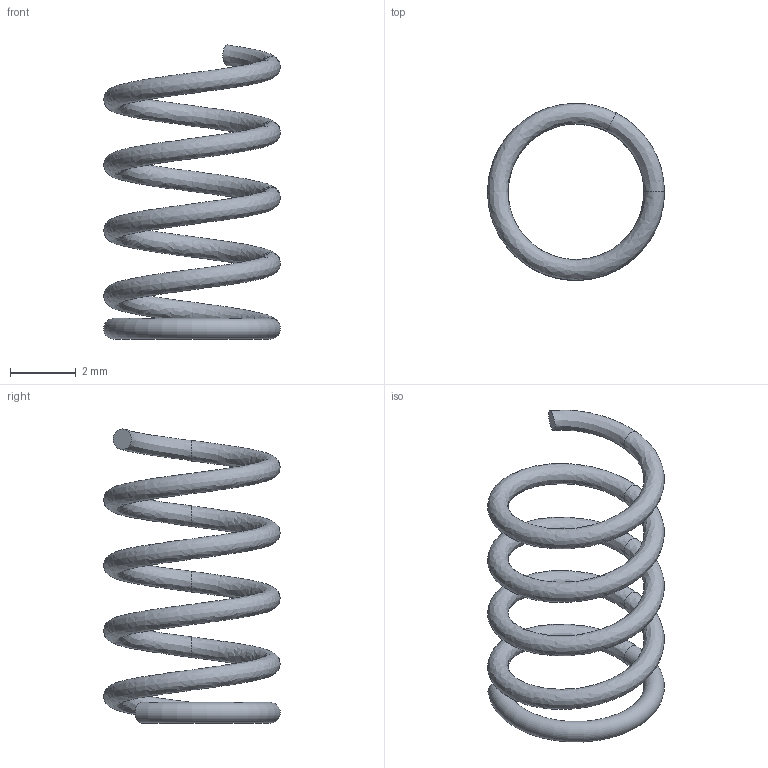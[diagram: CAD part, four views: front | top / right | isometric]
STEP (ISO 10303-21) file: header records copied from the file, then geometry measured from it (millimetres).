
FILE_DESCRIPTION(('FreeCAD Model'),'2;1');
FILE_NAME('Open CASCADE Shape Model','2024-07-08T20:18:44',('Author'),( ''),'Open CASCADE STEP processor 7.6','FreeCAD','Unknown');
FILE_SCHEMA(('AUTOMOTIVE_DESIGN { 1 0 10303 214 1 1 1 1 }'));
Length unit declared in the file: millimetre
Products named in the file (1): Spring
Bounding box: 5.4 x 5.39 x 8.98 mm (x, y, z)
Volume: 22.4 mm3; surface area: 143.1 mm2
Topology: 1 solids, 1 shells, 8 faces, 13 edges, 7 vertices
Faces by surface type: bspline 5, plane 2, torus 1
Entity records: 1346 total; most frequent: CARTESIAN_POINT 1219, ORIENTED_EDGE 26, DIRECTION 16, EDGE_CURVE 13, AXIS2_PLACEMENT_3D 8, ADVANCED_FACE 8, FACE_BOUND 8, EDGE_LOOP 8
